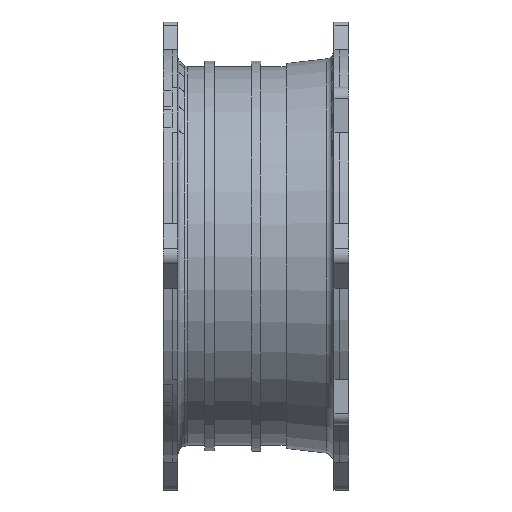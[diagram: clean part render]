
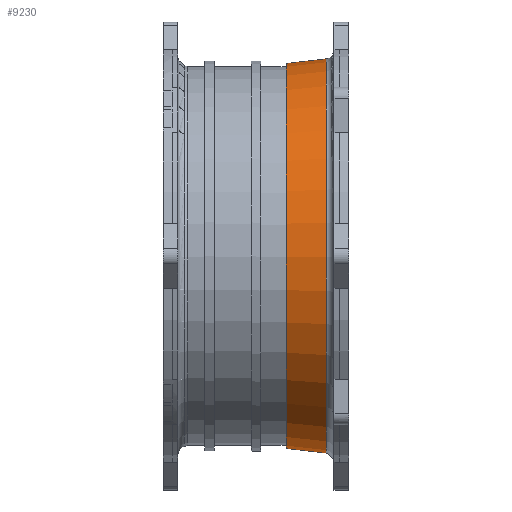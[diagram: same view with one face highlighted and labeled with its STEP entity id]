
A CAD part, left-side view. The second image highlights one B-rep face of the part: STEP entity #9230.
In plain terms, the highlighted conical face has half-angle 6.546 degrees and reference radius 104.892 mm.
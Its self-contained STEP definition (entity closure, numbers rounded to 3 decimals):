
#2616=CARTESIAN_POINT('',(0.,18.8,0.));
#2617=DIRECTION('',(0.,-1.,0.));
#2618=DIRECTION('',(-0.01,0.,1.));
#2619=AXIS2_PLACEMENT_3D('',#2616,#2617,#2618);
#2626=DIRECTION('',(0.,0.993,-0.114));
#2627=VECTOR('',#2626,21.51);
#2628=CARTESIAN_POINT('',(-1.002,-2.57,
106.098));
#2629=LINE('',#2628,#2627);
#2639=CARTESIAN_POINT('',(0.,-2.784,0.));
#2640=DIRECTION('',(0.,1.,0.));
#2641=DIRECTION('',(0.,0.,-1.));
#2642=AXIS2_PLACEMENT_3D('',#2639,#2640,#2641);
#2644=CARTESIAN_POINT('',(-1.005,-2.784,
106.126));
#2645=CARTESIAN_POINT('',(-1.005,-2.761,
106.123));
#2646=CARTESIAN_POINT('',(-1.002,-2.713,
106.117));
#2647=CARTESIAN_POINT('',(-1.004,-2.641,
106.111));
#2648=CARTESIAN_POINT('',(-1.001,-2.594,
106.101));
#2649=CARTESIAN_POINT('',(-1.002,-2.57,
106.098));
#2665=DIRECTION('',(0.,-0.993,-0.114));
#2666=VECTOR('',#2665,21.726);
#2667=CARTESIAN_POINT('',(0.,18.8,-103.654));
#2668=LINE('',#2667,#2666);
#6777=CARTESIAN_POINT('',(0.,-2.784,
-106.13));
#6778=VERTEX_POINT('',#6777);
#6781=CARTESIAN_POINT('',(-1.003,-2.784,
106.126));
#6782=VERTEX_POINT('',#6781);
#6783=VERTEX_POINT('',#2649);
#6786=CARTESIAN_POINT('',(-1.,18.8,103.649));
#6787=CARTESIAN_POINT('',(0.,18.8,-103.654));
#6788=VERTEX_POINT('',#6786);
#6789=VERTEX_POINT('',#6787);
#9215=CARTESIAN_POINT('',(0.,8.008,0.));
#9216=DIRECTION('',(0.,-1.,0.));
#9217=DIRECTION('',(0.,0.,-1.));
#9218=AXIS2_PLACEMENT_3D('',#9215,#9216,#9217);
#9219=CONICAL_SURFACE('',#9218,104.892,6.546);
#9220=ORIENTED_EDGE('',*,*,#9189,.F.);
#9221=ORIENTED_EDGE('',*,*,#9205,.F.);
#9223=ORIENTED_EDGE('',*,*,#9222,.F.);
#9225=ORIENTED_EDGE('',*,*,#9224,.F.);
#9227=ORIENTED_EDGE('',*,*,#9226,.F.);
#9228=EDGE_LOOP('',(#9220,#9221,#9223,#9225,#9227));
#9229=FACE_OUTER_BOUND('',#9228,.F.);
#9230=ADVANCED_FACE('',(#9229),#9219,.T.);
#2620=CIRCLE('',#2619,103.654);
#2643=CIRCLE('',#2642,106.13);
#2650=B_SPLINE_CURVE_WITH_KNOTS('',3,(#2644,#2645,#2646,#2647,#2648,#2649),
.UNSPECIFIED.,.F.,.F.,(4,1,1,4),(0.,0.333,0.667,1.),
.UNSPECIFIED.);
#9189=EDGE_CURVE('',#6788,#6789,#2620,.T.);
#9205=EDGE_CURVE('',#6783,#6788,#2629,.T.);
#9222=EDGE_CURVE('',#6782,#6783,#2650,.T.);
#9224=EDGE_CURVE('',#6778,#6782,#2643,.T.);
#9226=EDGE_CURVE('',#6789,#6778,#2668,.T.);
